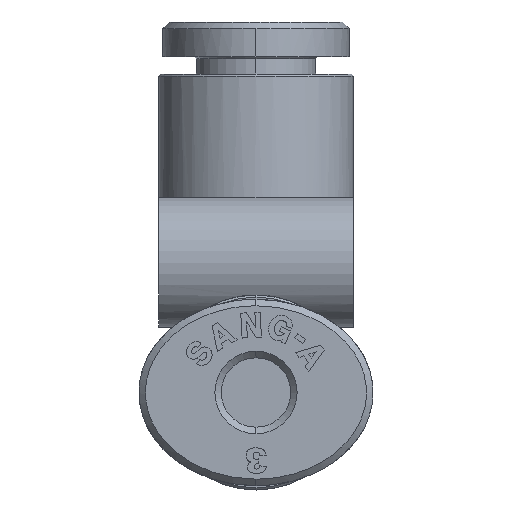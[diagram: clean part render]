
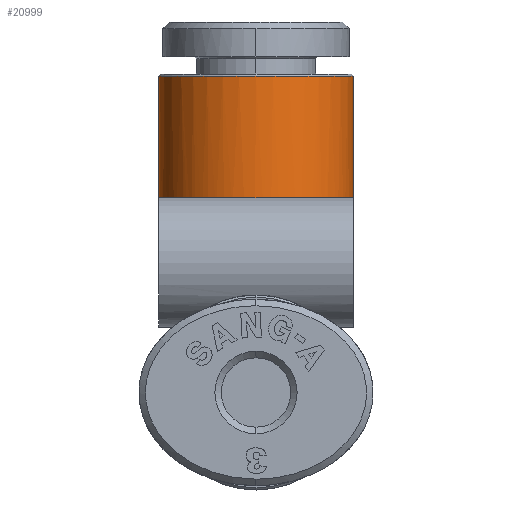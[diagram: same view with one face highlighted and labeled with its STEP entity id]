
A CAD part, left-side view. The second image highlights one B-rep face of the part: STEP entity #20999.
In plain terms, the highlighted cylindrical face has radius 4.5 mm (diameter 9 mm), a partial arc.
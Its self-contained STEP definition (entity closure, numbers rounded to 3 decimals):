
#670 = CARTESIAN_POINT ( 'NONE',  ( 8.103, 3.351, -6.143 ) ) ;
#874 = DIRECTION ( 'NONE',  ( 0., 0., 1. ) ) ;
#994 = VERTEX_POINT ( 'NONE', #20893 ) ;
#1241 = AXIS2_PLACEMENT_3D ( 'NONE', #15820, #26095, #19899 ) ;
#1977 = CARTESIAN_POINT ( 'NONE',  ( 5.1, 4.5, -14.6 ) ) ;
#2117 = EDGE_LOOP ( 'NONE', ( #11933, #23087, #10030, #17936, #4969, #5940 ) ) ;
#3190 = CARTESIAN_POINT ( 'NONE',  ( 9.6, -0.205, -8.598 ) ) ;
#3946 = CARTESIAN_POINT ( 'NONE',  ( 5.1, -4.5, -6.143 ) ) ;
#4567 = VERTEX_POINT ( 'NONE', #1977 ) ;
#4969 = ORIENTED_EDGE ( 'NONE', *, *, #16113, .F. ) ;
#5005 = AXIS2_PLACEMENT_3D ( 'NONE', #23746, #874, #11357 ) ;
#5147 = CYLINDRICAL_SURFACE ( 'NONE', #13181, 4.5 ) ;
#5206 = CARTESIAN_POINT ( 'NONE',  ( 9.529, -0.824, -8.556 ) ) ;
#5299 = CARTESIAN_POINT ( 'NONE',  ( 9.542, 0.831, -8.567 ) ) ;
#5316 = EDGE_CURVE ( 'NONE', #23242, #11846, #20393, .T. ) ;
#5456 = CARTESIAN_POINT ( 'NONE',  ( 9.155, 1.985, -8.301 ) ) ;
#5659 = EDGE_CURVE ( 'NONE', #994, #11747, #16862, .T. ) ;
#5940 = ORIENTED_EDGE ( 'NONE', *, *, #5659, .F. ) ;
#7059 = CARTESIAN_POINT ( 'NONE',  ( 8.103, -3.351, -6.143 ) ) ;
#7116 = CARTESIAN_POINT ( 'NONE',  ( 5.1, 4.5, -9.65 ) ) ;
#7326 = EDGE_CURVE ( 'NONE', #4567, #7470, #25658, .T. ) ;
#7470 = VERTEX_POINT ( 'NONE', #25829 ) ;
#7492 = CARTESIAN_POINT ( 'NONE',  ( 8.481, 2.972, -7.475 ) ) ;
#8535 = CARTESIAN_POINT ( 'NONE',  ( 8.317, -3.149, -7.135 ) ) ;
#9445 = CARTESIAN_POINT ( 'NONE',  ( 5.1, 0., -9.65 ) ) ;
#9511 = CARTESIAN_POINT ( 'NONE',  ( 8.103, 3.351, -6.143 ) ) ;
#9528 = DIRECTION ( 'NONE',  ( 0., 0., 1. ) ) ;
#10030 = ORIENTED_EDGE ( 'NONE', *, *, #10060, .F. ) ;
#10060 = EDGE_CURVE ( 'NONE', #11846, #7470, #15315, .T. ) ;
#10561 = CARTESIAN_POINT ( 'NONE',  ( 8.48, -2.973, -7.473 ) ) ;
#11181 = CARTESIAN_POINT ( 'NONE',  ( 8.576, 2.862, -7.63 ) ) ;
#11238 = CIRCLE ( 'NONE', #5005, 4.5 ) ;
#11273 = CARTESIAN_POINT ( 'NONE',  ( 9.586, -0.412, -8.59 ) ) ;
#11330 = DIRECTION ( 'NONE',  ( 0., 0., 1. ) ) ;
#11357 = DIRECTION ( 'NONE',  ( 1., 0., 0. ) ) ;
#11440 = CARTESIAN_POINT ( 'NONE',  ( 8.145, 3.314, -6.557 ) ) ;
#11747 = VERTEX_POINT ( 'NONE', #3946 ) ;
#11846 = VERTEX_POINT ( 'NONE', #670 ) ;
#11933 = ORIENTED_EDGE ( 'NONE', *, *, #14211, .T. ) ;
#13033 = DIRECTION ( 'NONE',  ( 0., -1., 0. ) ) ;
#13181 = AXIS2_PLACEMENT_3D ( 'NONE', #9445, #9528, #15596 ) ;
#13213 = CARTESIAN_POINT ( 'NONE',  ( 9.319, -1.617, -8.418 ) ) ;
#13302 = CARTESIAN_POINT ( 'NONE',  ( 8.113, 3.342, -6.353 ) ) ;
#13474 = CARTESIAN_POINT ( 'NONE',  ( 9.6, 0.423, -8.598 ) ) ;
#13726 = AXIS2_PLACEMENT_3D ( 'NONE', #21252, #25255, #13033 ) ;
#14211 = EDGE_CURVE ( 'NONE', #994, #4567, #24956, .T. ) ;
#15041 = CARTESIAN_POINT ( 'NONE',  ( 8.113, -3.342, -6.353 ) ) ;
#15310 = CARTESIAN_POINT ( 'NONE',  ( 8.575, -2.864, -7.628 ) ) ;
#15315 = CIRCLE ( 'NONE', #1241, 4.5 ) ;
#15576 = CARTESIAN_POINT ( 'NONE',  ( 8.247, 3.217, -6.95 ) ) ;
#15596 = DIRECTION ( 'NONE',  ( 0., -1., 0. ) ) ;
#15606 = VECTOR ( 'NONE', #24959, 1000. ) ;
#15820 = CARTESIAN_POINT ( 'NONE',  ( 5.1, 0., -6.143 ) ) ;
#16113 = EDGE_CURVE ( 'NONE', #11747, #23242, #11238, .T. ) ;
#16783 = CARTESIAN_POINT ( 'NONE',  ( 5.1, -4.5, -9.65 ) ) ;
#16862 = LINE ( 'NONE', #16783, #15606 ) ;
#17102 = CARTESIAN_POINT ( 'NONE',  ( 8.145, -3.314, -6.556 ) ) ;
#17285 = CARTESIAN_POINT ( 'NONE',  ( 8.869, -2.466, -8.01 ) ) ;
#17449 = CARTESIAN_POINT ( 'NONE',  ( 8.87, 2.465, -8.011 ) ) ;
#17534 = CARTESIAN_POINT ( 'NONE',  ( 9.486, -1.028, -8.53 ) ) ;
#17936 = ORIENTED_EDGE ( 'NONE', *, *, #5316, .F. ) ;
#19302 = CARTESIAN_POINT ( 'NONE',  ( 9.317, 1.624, -8.416 ) ) ;
#19899 = DIRECTION ( 'NONE',  ( 1., 0., 0. ) ) ;
#20393 = B_SPLINE_CURVE_WITH_KNOTS ( 'NONE', 3,
 ( #20623, #15041, #17102, #23232, #8535, #10561, #15310, #25418, #17285, #21340, #13213, #17534, #5206, #11273, #3190, #13474, #5299, #19302, #5456, #17449, #23576, #11181, #7492, #21595, #15576, #11440, #13302, #9511 ),
 .UNSPECIFIED., .F., .F.,
 ( 4, 2, 2, 2, 2, 2, 2, 2, 2, 2, 2, 2, 2, 4 ),
 ( -0.005, -0.004, -0.004, -0.003, -0.002, -0.001, -0.001, 0., 0.001, 0.002, 0.003, 0.004, 0.004, 0.005 ),
 .UNSPECIFIED. ) ;
#20623 = CARTESIAN_POINT ( 'NONE',  ( 8.103, -3.351, -6.143 ) ) ;
#20893 = CARTESIAN_POINT ( 'NONE',  ( 5.1, -4.5, -14.6 ) ) ;
#20927 = FACE_OUTER_BOUND ( 'NONE', #2117, .T. ) ;
#20999 = ADVANCED_FACE ( 'NONE', ( #20927 ), #5147, .T. ) ;
#21252 = CARTESIAN_POINT ( 'NONE',  ( 5.1, 0., -14.6 ) ) ;
#21340 = CARTESIAN_POINT ( 'NONE',  ( 9.153, -1.99, -8.298 ) ) ;
#21595 = CARTESIAN_POINT ( 'NONE',  ( 8.318, 3.148, -7.137 ) ) ;
#23087 = ORIENTED_EDGE ( 'NONE', *, *, #7326, .T. ) ;
#23232 = CARTESIAN_POINT ( 'NONE',  ( 8.247, -3.218, -6.948 ) ) ;
#23242 = VERTEX_POINT ( 'NONE', #7059 ) ;
#23576 = CARTESIAN_POINT ( 'NONE',  ( 8.77, 2.609, -7.897 ) ) ;
#23746 = CARTESIAN_POINT ( 'NONE',  ( 5.1, 0., -6.143 ) ) ;
#23773 = VECTOR ( 'NONE', #11330, 1000. ) ;
#24956 = CIRCLE ( 'NONE', #13726, 4.5 ) ;
#24959 = DIRECTION ( 'NONE',  ( 0., 0., 1. ) ) ;
#25255 = DIRECTION ( 'NONE',  ( 0., 0., 1. ) ) ;
#25418 = CARTESIAN_POINT ( 'NONE',  ( 8.768, -2.611, -7.895 ) ) ;
#25658 = LINE ( 'NONE', #7116, #23773 ) ;
#25829 = CARTESIAN_POINT ( 'NONE',  ( 5.1, 4.5, -6.143 ) ) ;
#26095 = DIRECTION ( 'NONE',  ( 0., 0., 1. ) ) ;
